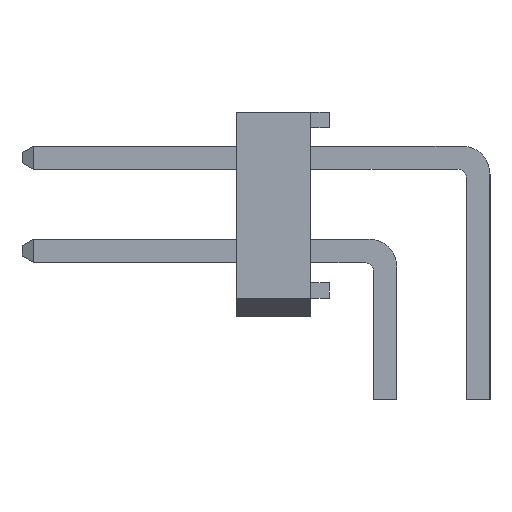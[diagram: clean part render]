
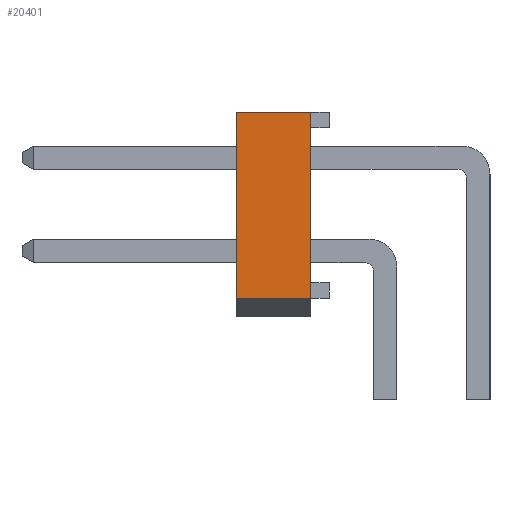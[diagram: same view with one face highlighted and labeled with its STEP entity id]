
A CAD part, left-side view. The second image highlights one B-rep face of the part: STEP entity #20401.
In plain terms, the highlighted planar face has unit normal (-1, 0, 0).
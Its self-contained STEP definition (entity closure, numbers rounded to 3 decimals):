
#1141=FACE_OUTER_BOUND('',#2345,.T.);
#2345=EDGE_LOOP('',(#16136,#16137,#16138,#16139));
#4314=LINE('',#31057,#7010);
#4332=LINE('',#31093,#7028);
#4336=LINE('',#31100,#7032);
#4337=LINE('',#31102,#7033);
#7010=VECTOR('',#25504,5.08);
#7028=VECTOR('',#25538,2.032);
#7032=VECTOR('',#25544,2.032);
#7033=VECTOR('',#25547,5.08);
#9258=VERTEX_POINT('',#31054);
#9259=VERTEX_POINT('',#31056);
#9269=VERTEX_POINT('',#31092);
#9271=VERTEX_POINT('',#31098);
#11657=EDGE_CURVE('',#9258,#9259,#4314,.T.);
#11675=EDGE_CURVE('',#9269,#9259,#4332,.T.);
#11679=EDGE_CURVE('',#9258,#9271,#4336,.T.);
#11680=EDGE_CURVE('',#9271,#9269,#4337,.T.);
#16136=ORIENTED_EDGE('',*,*,#11657,.F.);
#16137=ORIENTED_EDGE('',*,*,#11679,.T.);
#16138=ORIENTED_EDGE('',*,*,#11680,.T.);
#16139=ORIENTED_EDGE('',*,*,#11675,.T.);
#19198=PLANE('',#21826);
#20401=ADVANCED_FACE('',(#1141),#19198,.T.);
#21826=AXIS2_PLACEMENT_3D('',#31101,#25545,#25546);
#25504=DIRECTION('',(0.,0.,-1.));
#25538=DIRECTION('',(0.,-1.,0.));
#25544=DIRECTION('',(0.,1.,0.));
#25545=DIRECTION('center_axis',(-1.,0.,0.));
#25546=DIRECTION('ref_axis',(0.,0.,-1.));
#25547=DIRECTION('',(0.,0.,-1.));
#31054=CARTESIAN_POINT('',(-21.59,3.302,5.563));
#31056=CARTESIAN_POINT('',(-21.59,3.302,0.483));
#31057=CARTESIAN_POINT('',(-21.59,3.302,3.023));
#31092=CARTESIAN_POINT('',(-21.59,5.334,0.483));
#31093=CARTESIAN_POINT('',(-21.59,4.318,0.483));
#31098=CARTESIAN_POINT('',(-21.59,5.334,5.563));
#31100=CARTESIAN_POINT('',(-21.59,4.318,5.563));
#31101=CARTESIAN_POINT('Origin',(-21.59,4.318,3.023));
#31102=CARTESIAN_POINT('',(-21.59,5.334,3.023));
